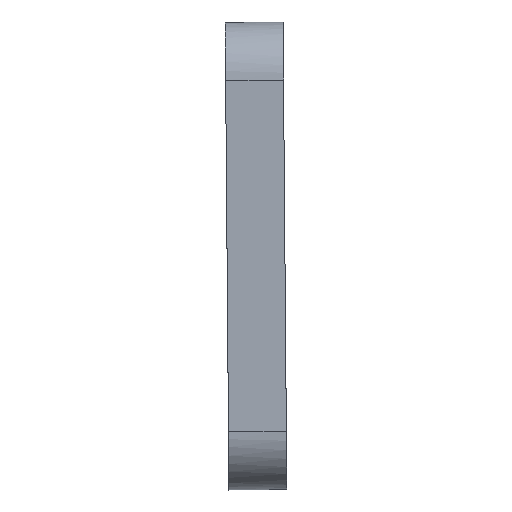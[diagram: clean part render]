
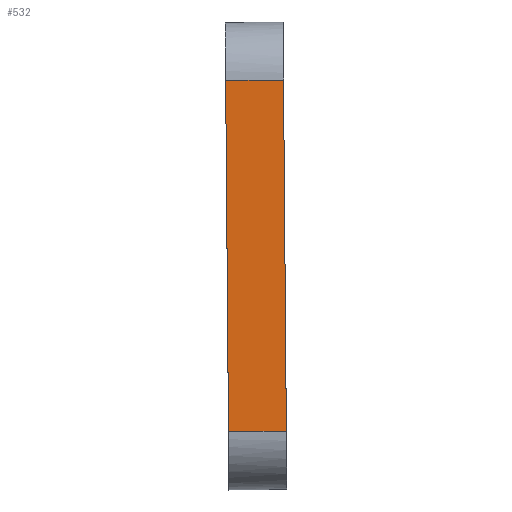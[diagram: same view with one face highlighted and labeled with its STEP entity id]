
A CAD part, left-side view. The second image highlights one B-rep face of the part: STEP entity #532.
In plain terms, the highlighted planar face has unit normal (-1, 0, 0).
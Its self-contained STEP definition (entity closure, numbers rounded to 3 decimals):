
#58=PLANE('',#580);
#82=FACE_OUTER_BOUND('',#108,.T.);
#108=EDGE_LOOP('',(#441,#442,#443,#444));
#170=LINE('',#998,#226);
#171=LINE('',#1001,#227);
#172=LINE('',#1003,#228);
#173=LINE('',#1004,#229);
#226=VECTOR('',#688,10.);
#227=VECTOR('',#691,10.);
#228=VECTOR('',#692,10.);
#229=VECTOR('',#693,10.);
#283=VERTEX_POINT('',#946);
#284=VERTEX_POINT('',#972);
#285=VERTEX_POINT('',#1000);
#286=VERTEX_POINT('',#1002);
#350=EDGE_CURVE('',#283,#284,#170,.T.);
#351=EDGE_CURVE('',#285,#283,#171,.T.);
#352=EDGE_CURVE('',#286,#284,#172,.T.);
#353=EDGE_CURVE('',#285,#286,#173,.T.);
#441=ORIENTED_EDGE('',*,*,#351,.T.);
#442=ORIENTED_EDGE('',*,*,#350,.T.);
#443=ORIENTED_EDGE('',*,*,#352,.F.);
#444=ORIENTED_EDGE('',*,*,#353,.F.);
#532=ADVANCED_FACE('',(#82),#58,.T.);
#580=AXIS2_PLACEMENT_3D('',#999,#689,#690);
#688=DIRECTION('',(0.,-1.,0.008));
#689=DIRECTION('center_axis',(-1.,0.,0.));
#690=DIRECTION('ref_axis',(0.,-0.008,-1.));
#691=DIRECTION('',(0.,-0.008,-1.));
#692=DIRECTION('',(0.,-0.008,-1.));
#693=DIRECTION('',(0.,-1.,0.008));
#946=CARTESIAN_POINT('',(4.466,-65.216,33.722));
#972=CARTESIAN_POINT('',(4.466,-70.215,33.762));
#998=CARTESIAN_POINT('',(4.466,-65.216,33.722));
#999=CARTESIAN_POINT('Origin',(4.466,-64.972,64.059));
#1000=CARTESIAN_POINT('',(4.466,-64.972,64.059));
#1001=CARTESIAN_POINT('',(4.466,-64.972,64.059));
#1002=CARTESIAN_POINT('',(4.466,-69.972,64.099));
#1003=CARTESIAN_POINT('',(4.466,-69.972,64.099));
#1004=CARTESIAN_POINT('',(4.466,-64.972,64.059));
